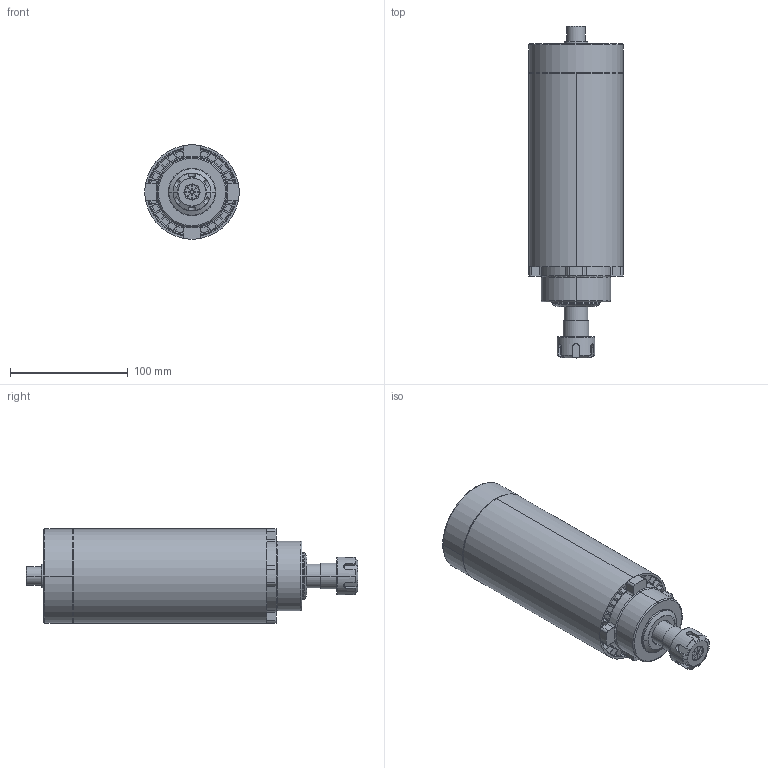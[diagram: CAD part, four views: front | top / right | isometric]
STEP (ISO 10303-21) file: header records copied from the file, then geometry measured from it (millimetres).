
FILE_DESCRIPTION (( 'STEP AP214' ), '1' );
FILE_NAME ('Spindle, 80mm, 1.5KW, ER16.STEP', '2022-01-18T19:47:17', ( '' ), ( '' ), 'SwSTEP 2.0', 'SolidWorks 2021', '' );
FILE_SCHEMA (( 'AUTOMOTIVE_DESIGN' ));
Length unit declared in the file: millimetre
Products named in the file (1): Spindle, 80mm, 1.5KW, ER16
Bounding box: 80 x 281.5 x 80 mm (x, y, z)
Volume: 323273.7 mm3; surface area: 244688.9 mm2
Topology: 8 solids, 8 shells, 902 faces, 2622 edges, 1740 vertices
Faces by surface type: cylinder 470, plane 278, bspline 60, cone 51, torus 43
Entity records: 32624 total; most frequent: CARTESIAN_POINT 8057, ORIENTED_EDGE 5244, DIRECTION 5139, EDGE_CURVE 2622, AXIS2_PLACEMENT_3D 1974, VERTEX_POINT 1740, LINE 1191, VECTOR 1191
